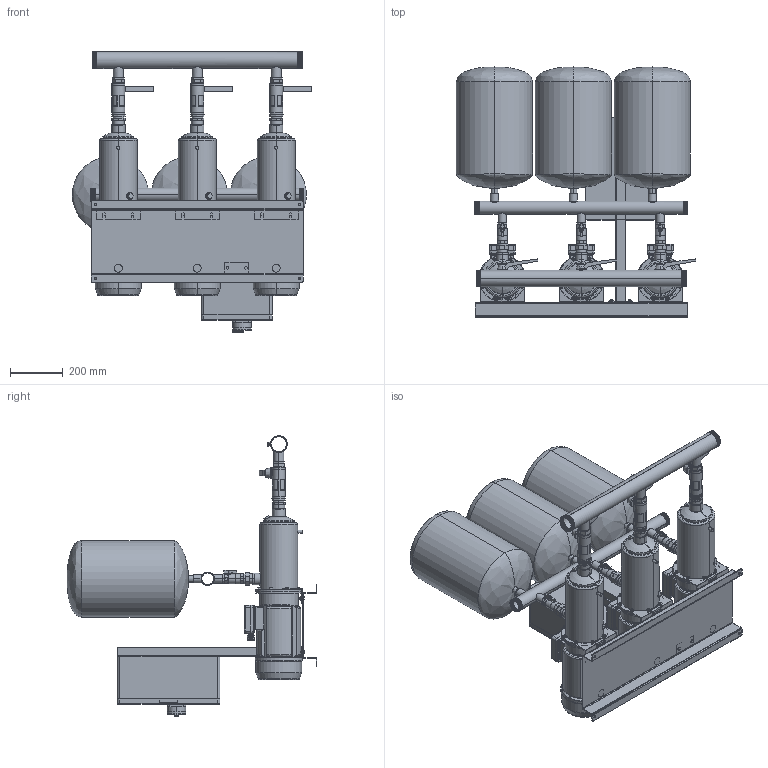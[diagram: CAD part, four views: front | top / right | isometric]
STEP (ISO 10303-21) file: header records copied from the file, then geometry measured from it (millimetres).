
FILE_DESCRIPTION (( 'STEP AP214' ), '1' );
FILE_NAME ('3EH_9-8_TS.STEP', '2022-03-02T10:01:23', ( '' ), ( '' ), 'SwSTEP 2.0', 'SolidWorks 2020', '' );
FILE_SCHEMA (( 'AUTOMOTIVE_DESIGN' ));
Length unit declared in the file: mil
Products named in the file (1): 3EH_9-8_TS
Bounding box: 910 x 950 x 1066 mm (x, y, z)
Volume: 114062665.8 mm3; surface area: 6510954.4 mm2
Topology: 66 solids, 67 shells, 2348 faces, 5663 edges, 3640 vertices
Faces by surface type: plane 1169, cylinder 874, cone 184, torus 57, bspline 50, sphere 14
Entity records: 103603 total; most frequent: CARTESIAN_POINT 46731, ORIENTED_EDGE 11310, DIRECTION 11118, EDGE_CURVE 5655, AXIS2_PLACEMENT_3D 3981, VERTEX_POINT 3640, LINE 3156, VECTOR 3156
